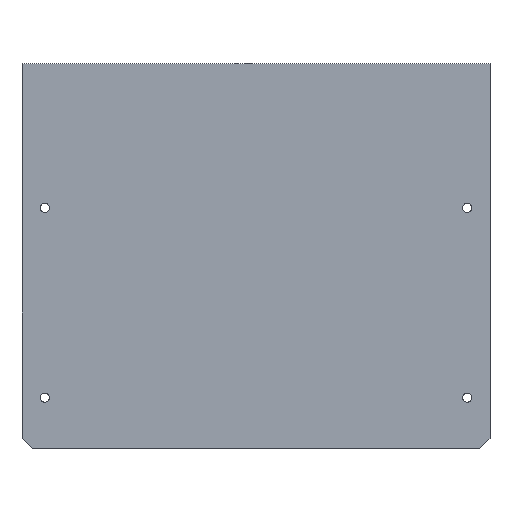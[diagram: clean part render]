
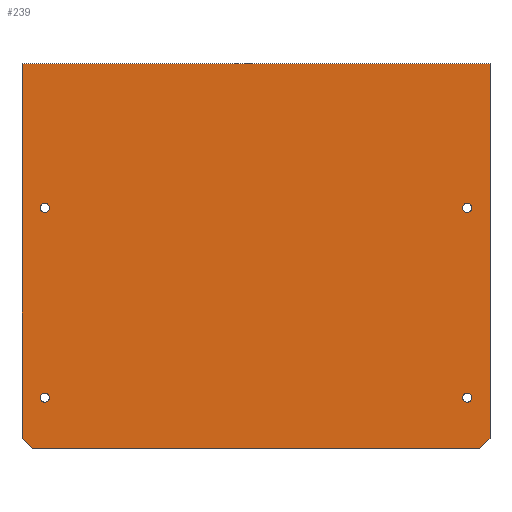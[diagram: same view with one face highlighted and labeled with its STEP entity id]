
A CAD part, top view. The second image highlights one B-rep face of the part: STEP entity #239.
In plain terms, the highlighted planar face has unit normal (0, 0, 1).
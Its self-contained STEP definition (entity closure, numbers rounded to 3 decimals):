
#15=FACE_BOUND('',#54,.T.);
#16=FACE_BOUND('',#55,.T.);
#17=FACE_BOUND('',#56,.T.);
#18=FACE_BOUND('',#57,.T.);
#29=PLANE('',#273);
#41=FACE_OUTER_BOUND('',#53,.T.);
#53=EDGE_LOOP('',(#205,#206,#207,#208,#209,#210));
#54=EDGE_LOOP('',(#211));
#55=EDGE_LOOP('',(#212));
#56=EDGE_LOOP('',(#213));
#57=EDGE_LOOP('',(#214));
#67=LINE('',#367,#89);
#71=LINE('',#375,#93);
#74=LINE('',#381,#96);
#77=LINE('',#387,#99);
#80=LINE('',#393,#102);
#83=LINE('',#398,#105);
#89=VECTOR('',#307,10.);
#93=VECTOR('',#313,10.);
#96=VECTOR('',#318,10.);
#99=VECTOR('',#323,10.);
#102=VECTOR('',#328,10.);
#105=VECTOR('',#333,10.);
#107=CIRCLE('',#256,1.8);
#109=CIRCLE('',#259,1.8);
#111=CIRCLE('',#262,1.8);
#113=CIRCLE('',#265,1.8);
#115=VERTEX_POINT('',#341);
#117=VERTEX_POINT('',#347);
#119=VERTEX_POINT('',#353);
#121=VERTEX_POINT('',#359);
#123=VERTEX_POINT('',#365);
#124=VERTEX_POINT('',#366);
#127=VERTEX_POINT('',#374);
#129=VERTEX_POINT('',#380);
#131=VERTEX_POINT('',#386);
#133=VERTEX_POINT('',#392);
#135=EDGE_CURVE('',#115,#115,#107,.T.);
#138=EDGE_CURVE('',#117,#117,#109,.T.);
#141=EDGE_CURVE('',#119,#119,#111,.T.);
#144=EDGE_CURVE('',#121,#121,#113,.T.);
#147=EDGE_CURVE('',#123,#124,#67,.T.);
#151=EDGE_CURVE('',#127,#123,#71,.T.);
#154=EDGE_CURVE('',#129,#127,#74,.T.);
#157=EDGE_CURVE('',#131,#129,#77,.T.);
#160=EDGE_CURVE('',#133,#131,#80,.T.);
#163=EDGE_CURVE('',#124,#133,#83,.T.);
#205=ORIENTED_EDGE('',*,*,#163,.F.);
#206=ORIENTED_EDGE('',*,*,#147,.F.);
#207=ORIENTED_EDGE('',*,*,#151,.F.);
#208=ORIENTED_EDGE('',*,*,#154,.F.);
#209=ORIENTED_EDGE('',*,*,#157,.F.);
#210=ORIENTED_EDGE('',*,*,#160,.F.);
#211=ORIENTED_EDGE('',*,*,#135,.T.);
#212=ORIENTED_EDGE('',*,*,#138,.T.);
#213=ORIENTED_EDGE('',*,*,#141,.T.);
#214=ORIENTED_EDGE('',*,*,#144,.T.);
#239=ADVANCED_FACE('',(#41,#15,#16,#17,#18),#29,.T.);
#256=AXIS2_PLACEMENT_3D('',#342,#279,#280);
#259=AXIS2_PLACEMENT_3D('',#348,#286,#287);
#262=AXIS2_PLACEMENT_3D('',#354,#293,#294);
#265=AXIS2_PLACEMENT_3D('',#360,#300,#301);
#273=AXIS2_PLACEMENT_3D('',#400,#335,#336);
#279=DIRECTION('center_axis',(0.,0.,-1.));
#280=DIRECTION('ref_axis',(1.,0.,0.));
#286=DIRECTION('center_axis',(0.,0.,-1.));
#287=DIRECTION('ref_axis',(1.,0.,0.));
#293=DIRECTION('center_axis',(0.,0.,-1.));
#294=DIRECTION('ref_axis',(1.,0.,0.));
#300=DIRECTION('center_axis',(0.,0.,-1.));
#301=DIRECTION('ref_axis',(1.,0.,0.));
#307=DIRECTION('',(0.,1.,0.));
#313=DIRECTION('',(-0.707,0.707,0.));
#318=DIRECTION('',(-1.,0.,0.));
#323=DIRECTION('',(-0.707,-0.707,0.));
#328=DIRECTION('',(0.,-1.,0.));
#333=DIRECTION('',(1.,0.,0.));
#335=DIRECTION('center_axis',(0.,0.,1.));
#336=DIRECTION('ref_axis',(1.,0.,0.));
#341=CARTESIAN_POINT('',(81.7,-28.,-40.));
#342=CARTESIAN_POINT('Origin',(83.5,-28.,-40.));
#347=CARTESIAN_POINT('',(-85.3,-28.,-40.));
#348=CARTESIAN_POINT('Origin',(-83.5,-28.,-40.));
#353=CARTESIAN_POINT('',(81.7,-103.,-40.));
#354=CARTESIAN_POINT('Origin',(83.5,-103.,-40.));
#359=CARTESIAN_POINT('',(-85.3,-103.,-40.));
#360=CARTESIAN_POINT('Origin',(-83.5,-103.,-40.));
#365=CARTESIAN_POINT('',(-92.5,-119.,-40.));
#366=CARTESIAN_POINT('',(-92.5,29.,-40.));
#367=CARTESIAN_POINT('',(-92.5,-14.,-40.));
#374=CARTESIAN_POINT('',(-88.5,-123.,-40.));
#375=CARTESIAN_POINT('',(-88.5,-123.,-40.));
#380=CARTESIAN_POINT('',(88.5,-123.,-40.));
#381=CARTESIAN_POINT('',(88.5,-123.,-40.));
#386=CARTESIAN_POINT('',(92.5,-119.,-40.));
#387=CARTESIAN_POINT('',(92.5,-119.,-40.));
#392=CARTESIAN_POINT('',(92.5,29.,-40.));
#393=CARTESIAN_POINT('',(92.5,-94.,-40.));
#398=CARTESIAN_POINT('',(84.5,29.,-40.));
#400=CARTESIAN_POINT('Origin',(0.,-47.,-40.));
